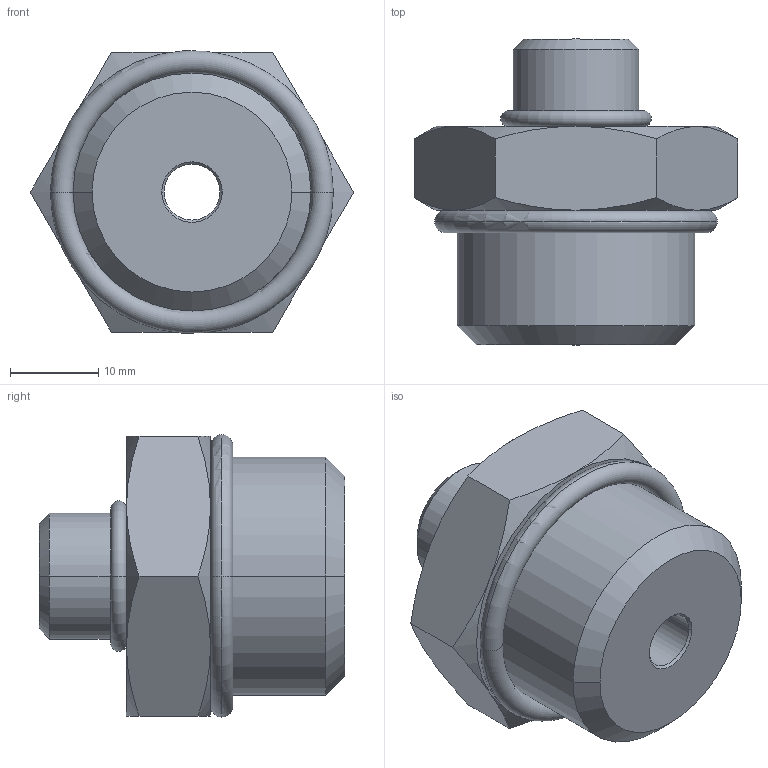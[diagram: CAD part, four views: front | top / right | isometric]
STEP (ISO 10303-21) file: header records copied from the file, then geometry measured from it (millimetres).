
FILE_DESCRIPTION((''),'2;1');
FILE_NAME('ILC30071169','2005-08-18T',('KR'),(''),'PRO/ENGINEER BY PARAMETRIC TECHNOLOGY CORPORATION, 2004290','PRO/ENGINEER BY PARAMETRIC TECHNOLOGY CORPORATION, 2004290','');
FILE_SCHEMA(('AUTOMOTIVE_DESIGN_CC2 { 1 2 10303 214 -1 1 5 2 }'));
Length unit declared in the file: inch
Products named in the file (1): ILC30071169
Bounding box: 36.66 x 34.67 x 32.01 mm (x, y, z)
Volume: 17809.8 mm3; surface area: 5795.1 mm2
Topology: 1 solids, 1 shells, 45 faces, 95 edges, 52 vertices
Faces by surface type: cone 20, plane 10, cylinder 9, torus 6
Entity records: 1845 total; most frequent: CARTESIAN_POINT 413, DIRECTION 202, ORIENTED_EDGE 190, COLOUR_RGB 106, PRESENTATION_STYLE_ASSIGNMENT 102, STYLED_ITEM 96, CURVE_STYLE 95, EDGE_CURVE 95
